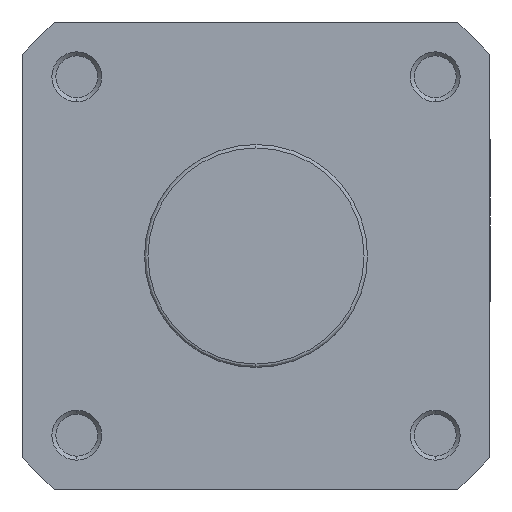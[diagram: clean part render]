
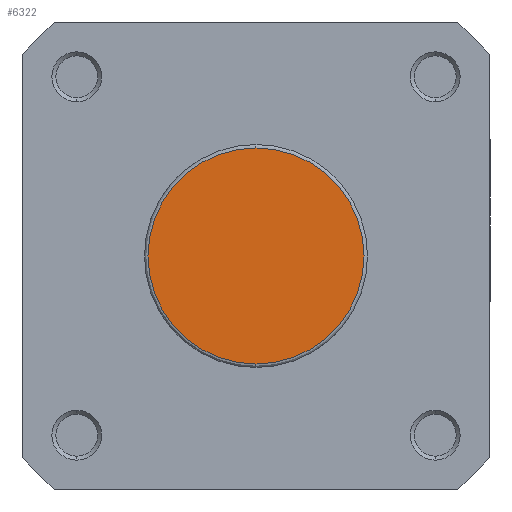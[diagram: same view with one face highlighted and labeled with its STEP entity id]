
A CAD part, left-side view. The second image highlights one B-rep face of the part: STEP entity #6322.
In plain terms, the highlighted planar face has unit normal (-1, 0, 0).
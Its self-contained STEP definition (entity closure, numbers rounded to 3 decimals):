
#1419 = FACE_OUTER_BOUND ( 'NONE', #6069, .T. ) ;
#1674 = CARTESIAN_POINT ( 'NONE',  ( 0., 22.4, 0. ) ) ;
#1675 = PLANE ( 'NONE',  #4233 ) ;
#1677 = DIRECTION ( 'NONE',  ( 1., 0., 0. ) ) ;
#1678 = DIRECTION ( 'NONE',  ( 0., 0., -1. ) ) ;
#1836 = EDGE_CURVE ( 'NONE', #4448, #4437, #2026, .T. ) ;
#1907 = EDGE_CURVE ( 'NONE', #4437, #4448, #2129, .T. ) ;
#2026 = CIRCLE ( 'NONE', #5617, 21.7 ) ;
#2129 = CIRCLE ( 'NONE', #5567, 21.7 ) ;
#3624 = ORIENTED_EDGE ( 'NONE', *, *, #1836, .T. ) ;
#3625 = ORIENTED_EDGE ( 'NONE', *, *, #1907, .T. ) ;
#4233 = AXIS2_PLACEMENT_3D ( 'NONE', #1674, #1677, #1678 ) ;
#4437 = VERTEX_POINT ( 'NONE', #5147 ) ;
#4448 = VERTEX_POINT ( 'NONE', #5158 ) ;
#4628 = CARTESIAN_POINT ( 'NONE',  ( 0., 0., 0. ) ) ;
#4629 = DIRECTION ( 'NONE',  ( -1., 0., 0. ) ) ;
#4630 = DIRECTION ( 'NONE',  ( 0., 0., -1. ) ) ;
#4800 = CARTESIAN_POINT ( 'NONE',  ( 0., 0., 0. ) ) ;
#4807 = DIRECTION ( 'NONE',  ( -1., 0., 0. ) ) ;
#4808 = DIRECTION ( 'NONE',  ( 0., 0., -1. ) ) ;
#5147 = CARTESIAN_POINT ( 'NONE',  ( 0., 0., -21.7 ) ) ;
#5158 = CARTESIAN_POINT ( 'NONE',  ( 0., 0., 21.7 ) ) ;
#5567 = AXIS2_PLACEMENT_3D ( 'NONE', #4800, #4807, #4808 ) ;
#5617 = AXIS2_PLACEMENT_3D ( 'NONE', #4628, #4629, #4630 ) ;
#6069 = EDGE_LOOP ( 'NONE', ( #3625, #3624 ) ) ;
#6322 = ADVANCED_FACE ( 'NONE', ( #1419 ), #1675, .F. ) ;
